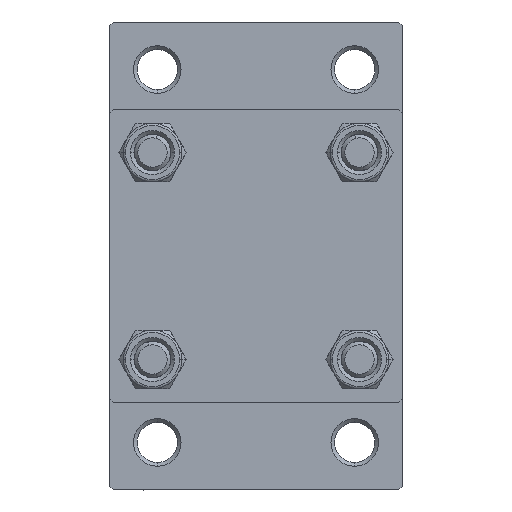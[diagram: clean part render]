
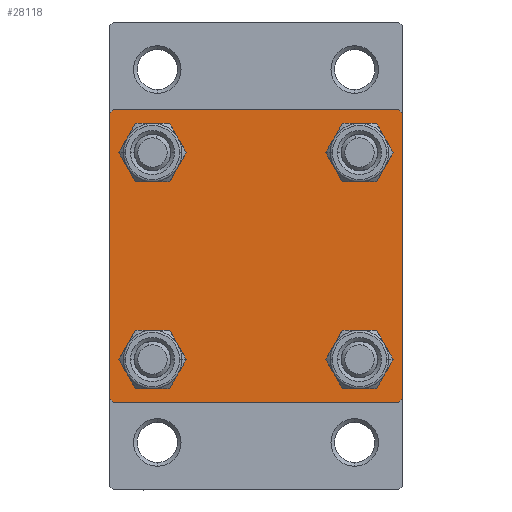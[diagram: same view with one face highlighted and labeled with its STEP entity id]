
A CAD part, left-side view. The second image highlights one B-rep face of the part: STEP entity #28118.
In plain terms, the highlighted planar face has unit normal (-1, 0, 0).
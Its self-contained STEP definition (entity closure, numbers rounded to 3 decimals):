
#1 = CIRCLE ( 'NONE', #25897, 3. ) ;
#185 = DIRECTION ( 'NONE',  ( 1., 0., 0. ) ) ;
#1297 = FACE_OUTER_BOUND ( 'NONE', #16124, .T. ) ;
#1367 = CARTESIAN_POINT ( 'NONE',  ( 0., -14.15, 17.15 ) ) ;
#1593 = DIRECTION ( 'NONE',  ( 0., -0.707, 0.707 ) ) ;
#1679 = EDGE_LOOP ( 'NONE', ( #31767, #16205 ) ) ;
#1682 = EDGE_CURVE ( 'NONE', #42008, #2304, #27954, .T. ) ;
#1999 = FACE_BOUND ( 'NONE', #45604, .T. ) ;
#2236 = PLANE ( 'NONE',  #10327 ) ;
#2304 = VERTEX_POINT ( 'NONE', #16166 ) ;
#2503 = VERTEX_POINT ( 'NONE', #21376 ) ;
#2734 = EDGE_CURVE ( 'NONE', #23645, #9632, #13692, .T. ) ;
#4268 = AXIS2_PLACEMENT_3D ( 'NONE', #4346, #21740, #19138 ) ;
#4303 = AXIS2_PLACEMENT_3D ( 'NONE', #32814, #185, #36143 ) ;
#4346 = CARTESIAN_POINT ( 'NONE',  ( 0., 14.15, -14.15 ) ) ;
#4550 = EDGE_CURVE ( 'NONE', #31120, #22409, #21193, .T. ) ;
#5197 = VERTEX_POINT ( 'NONE', #44824 ) ;
#5233 = EDGE_CURVE ( 'NONE', #40064, #9632, #19845, .T. ) ;
#5616 = ORIENTED_EDGE ( 'NONE', *, *, #35267, .F. ) ;
#7621 = ORIENTED_EDGE ( 'NONE', *, *, #27674, .T. ) ;
#8213 = CARTESIAN_POINT ( 'NONE',  ( 0., -14.15, -14.15 ) ) ;
#9380 = FACE_BOUND ( 'NONE', #38317, .T. ) ;
#9632 = VERTEX_POINT ( 'NONE', #27957 ) ;
#9919 = DIRECTION ( 'NONE',  ( 0., 0., -1. ) ) ;
#10183 = ORIENTED_EDGE ( 'NONE', *, *, #12438, .T. ) ;
#10327 = AXIS2_PLACEMENT_3D ( 'NONE', #27709, #30345, #24136 ) ;
#10473 = DIRECTION ( 'NONE',  ( 1., 0., 0. ) ) ;
#10608 = CARTESIAN_POINT ( 'NONE',  ( 0., -14.15, 14.15 ) ) ;
#11118 = CIRCLE ( 'NONE', #4303, 3. ) ;
#11444 = CARTESIAN_POINT ( 'NONE',  ( 0., 14.15, 14.15 ) ) ;
#11474 = CARTESIAN_POINT ( 'NONE',  ( 0., -20., 19.5 ) ) ;
#11817 = ORIENTED_EDGE ( 'NONE', *, *, #28698, .T. ) ;
#12085 = DIRECTION ( 'NONE',  ( 0., 0., 1. ) ) ;
#12438 = EDGE_CURVE ( 'NONE', #24662, #2503, #1, .T. ) ;
#13323 = VERTEX_POINT ( 'NONE', #32486 ) ;
#13445 = EDGE_CURVE ( 'NONE', #2304, #42008, #41121, .T. ) ;
#13692 = LINE ( 'NONE', #24178, #23454 ) ;
#13741 = AXIS2_PLACEMENT_3D ( 'NONE', #43445, #35359, #35840 ) ;
#13866 = CARTESIAN_POINT ( 'NONE',  ( 0., 20., -20. ) ) ;
#14757 = DIRECTION ( 'NONE',  ( 0., -0.707, -0.707 ) ) ;
#14818 = CARTESIAN_POINT ( 'NONE',  ( 0., 14.15, 11.15 ) ) ;
#15140 = ORIENTED_EDGE ( 'NONE', *, *, #27327, .T. ) ;
#15664 = DIRECTION ( 'NONE',  ( 1., 0., 0. ) ) ;
#16124 = EDGE_LOOP ( 'NONE', ( #42754, #7621, #18592, #41898, #5616, #26865, #28497, #15140 ) ) ;
#16166 = CARTESIAN_POINT ( 'NONE',  ( 0., -14.15, -17.15 ) ) ;
#16205 = ORIENTED_EDGE ( 'NONE', *, *, #13445, .T. ) ;
#16520 = FACE_BOUND ( 'NONE', #1679, .T. ) ;
#16634 = EDGE_LOOP ( 'NONE', ( #26186, #32520 ) ) ;
#16976 = DIRECTION ( 'NONE',  ( 0., 0.707, -0.707 ) ) ;
#17448 = CARTESIAN_POINT ( 'NONE',  ( 0., 19.75, 19.75 ) ) ;
#17826 = CIRCLE ( 'NONE', #29244, 3. ) ;
#18484 = DIRECTION ( 'NONE',  ( 0., 0., 1. ) ) ;
#18592 = ORIENTED_EDGE ( 'NONE', *, *, #23501, .T. ) ;
#19119 = CARTESIAN_POINT ( 'NONE',  ( 0., 19.5, 20. ) ) ;
#19138 = DIRECTION ( 'NONE',  ( 0., 0., 1. ) ) ;
#19845 = LINE ( 'NONE', #45287, #33250 ) ;
#20085 = VERTEX_POINT ( 'NONE', #33444 ) ;
#20161 = CARTESIAN_POINT ( 'NONE',  ( 0., -19.75, -19.75 ) ) ;
#20213 = VECTOR ( 'NONE', #16976, 1000. ) ;
#20275 = DIRECTION ( 'NONE',  ( 0., 0., 1. ) ) ;
#20486 = EDGE_CURVE ( 'NONE', #22409, #31120, #17826, .T. ) ;
#21193 = CIRCLE ( 'NONE', #31078, 3. ) ;
#21376 = CARTESIAN_POINT ( 'NONE',  ( 0., -14.15, 11.15 ) ) ;
#21740 = DIRECTION ( 'NONE',  ( 1., 0., 0. ) ) ;
#22400 = DIRECTION ( 'NONE',  ( 0., 0., 1. ) ) ;
#22409 = VERTEX_POINT ( 'NONE', #34127 ) ;
#22755 = DIRECTION ( 'NONE',  ( 0., 0., 1. ) ) ;
#23256 = DIRECTION ( 'NONE',  ( 0., 0., -1. ) ) ;
#23454 = VECTOR ( 'NONE', #31320, 1000. ) ;
#23501 = EDGE_CURVE ( 'NONE', #13323, #5197, #38621, .T. ) ;
#23509 = VECTOR ( 'NONE', #23256, 1000. ) ;
#23645 = VERTEX_POINT ( 'NONE', #19119 ) ;
#24136 = DIRECTION ( 'NONE',  ( 0., 0., 1. ) ) ;
#24178 = CARTESIAN_POINT ( 'NONE',  ( 0., 20., 20. ) ) ;
#24662 = VERTEX_POINT ( 'NONE', #1367 ) ;
#25542 = AXIS2_PLACEMENT_3D ( 'NONE', #44695, #15664, #12085 ) ;
#25714 = LINE ( 'NONE', #36896, #42276 ) ;
#25852 = DIRECTION ( 'NONE',  ( 1., 0., 0. ) ) ;
#25897 = AXIS2_PLACEMENT_3D ( 'NONE', #10608, #43928, #18484 ) ;
#26186 = ORIENTED_EDGE ( 'NONE', *, *, #20486, .T. ) ;
#26865 = ORIENTED_EDGE ( 'NONE', *, *, #5233, .T. ) ;
#27075 = CIRCLE ( 'NONE', #4268, 3. ) ;
#27298 = LINE ( 'NONE', #20161, #36468 ) ;
#27327 = EDGE_CURVE ( 'NONE', #23645, #20085, #43127, .T. ) ;
#27554 = CARTESIAN_POINT ( 'NONE',  ( 0., 20., 20. ) ) ;
#27674 = EDGE_CURVE ( 'NONE', #34884, #13323, #25714, .T. ) ;
#27709 = CARTESIAN_POINT ( 'NONE',  ( 0., 0., 0. ) ) ;
#27954 = CIRCLE ( 'NONE', #30234, 3. ) ;
#27957 = CARTESIAN_POINT ( 'NONE',  ( 0., -19.5, 20. ) ) ;
#28118 = ADVANCED_FACE ( 'NONE', ( #1999, #16520, #9380, #34843, #1297 ), #2236, .T. ) ;
#28204 = EDGE_CURVE ( 'NONE', #36222, #45205, #27075, .T. ) ;
#28497 = ORIENTED_EDGE ( 'NONE', *, *, #2734, .F. ) ;
#28698 = EDGE_CURVE ( 'NONE', #2503, #24662, #43016, .T. ) ;
#29244 = AXIS2_PLACEMENT_3D ( 'NONE', #38825, #45739, #20275 ) ;
#29468 = EDGE_CURVE ( 'NONE', #45205, #36222, #11118, .T. ) ;
#29682 = EDGE_CURVE ( 'NONE', #20085, #34884, #45868, .T. ) ;
#30234 = AXIS2_PLACEMENT_3D ( 'NONE', #8213, #25852, #22755 ) ;
#30345 = DIRECTION ( 'NONE',  ( -1., 0., 0. ) ) ;
#30836 = VECTOR ( 'NONE', #43121, 1000. ) ;
#31078 = AXIS2_PLACEMENT_3D ( 'NONE', #11444, #10473, #22400 ) ;
#31120 = VERTEX_POINT ( 'NONE', #14818 ) ;
#31320 = DIRECTION ( 'NONE',  ( 0., -1., 0. ) ) ;
#31767 = ORIENTED_EDGE ( 'NONE', *, *, #1682, .T. ) ;
#32180 = CARTESIAN_POINT ( 'NONE',  ( 0., 20., -19.5 ) ) ;
#32486 = CARTESIAN_POINT ( 'NONE',  ( 0., 19.5, -20. ) ) ;
#32520 = ORIENTED_EDGE ( 'NONE', *, *, #4550, .T. ) ;
#32814 = CARTESIAN_POINT ( 'NONE',  ( 0., 14.15, -14.15 ) ) ;
#33250 = VECTOR ( 'NONE', #38144, 1000. ) ;
#33444 = CARTESIAN_POINT ( 'NONE',  ( 0., 20., 19.5 ) ) ;
#34127 = CARTESIAN_POINT ( 'NONE',  ( 0., 14.15, 17.15 ) ) ;
#34700 = VECTOR ( 'NONE', #9919, 1000. ) ;
#34843 = FACE_BOUND ( 'NONE', #16634, .T. ) ;
#34884 = VERTEX_POINT ( 'NONE', #32180 ) ;
#35256 = ORIENTED_EDGE ( 'NONE', *, *, #28204, .T. ) ;
#35267 = EDGE_CURVE ( 'NONE', #40064, #42622, #40867, .T. ) ;
#35359 = DIRECTION ( 'NONE',  ( 1., 0., 0. ) ) ;
#35840 = DIRECTION ( 'NONE',  ( 0., 0., 1. ) ) ;
#36143 = DIRECTION ( 'NONE',  ( 0., 0., 1. ) ) ;
#36222 = VERTEX_POINT ( 'NONE', #41572 ) ;
#36263 = CARTESIAN_POINT ( 'NONE',  ( 0., 14.15, -11.15 ) ) ;
#36468 = VECTOR ( 'NONE', #1593, 1000. ) ;
#36896 = CARTESIAN_POINT ( 'NONE',  ( 0., 19.75, -19.75 ) ) ;
#37110 = EDGE_CURVE ( 'NONE', #5197, #42622, #27298, .T. ) ;
#37299 = CARTESIAN_POINT ( 'NONE',  ( 0., -20., 20. ) ) ;
#37760 = ORIENTED_EDGE ( 'NONE', *, *, #29468, .T. ) ;
#38144 = DIRECTION ( 'NONE',  ( 0., 0.707, 0.707 ) ) ;
#38317 = EDGE_LOOP ( 'NONE', ( #37760, #35256 ) ) ;
#38621 = LINE ( 'NONE', #13866, #30836 ) ;
#38825 = CARTESIAN_POINT ( 'NONE',  ( 0., 14.15, 14.15 ) ) ;
#38931 = CARTESIAN_POINT ( 'NONE',  ( 0., -14.15, -11.15 ) ) ;
#40064 = VERTEX_POINT ( 'NONE', #11474 ) ;
#40867 = LINE ( 'NONE', #37299, #23509 ) ;
#41121 = CIRCLE ( 'NONE', #13741, 3. ) ;
#41572 = CARTESIAN_POINT ( 'NONE',  ( 0., 14.15, -17.15 ) ) ;
#41898 = ORIENTED_EDGE ( 'NONE', *, *, #37110, .T. ) ;
#42008 = VERTEX_POINT ( 'NONE', #38931 ) ;
#42276 = VECTOR ( 'NONE', #14757, 1000. ) ;
#42622 = VERTEX_POINT ( 'NONE', #44560 ) ;
#42754 = ORIENTED_EDGE ( 'NONE', *, *, #29682, .T. ) ;
#43016 = CIRCLE ( 'NONE', #25542, 3. ) ;
#43121 = DIRECTION ( 'NONE',  ( 0., -1., 0. ) ) ;
#43127 = LINE ( 'NONE', #17448, #20213 ) ;
#43445 = CARTESIAN_POINT ( 'NONE',  ( 0., -14.15, -14.15 ) ) ;
#43928 = DIRECTION ( 'NONE',  ( 1., 0., 0. ) ) ;
#44560 = CARTESIAN_POINT ( 'NONE',  ( 0., -20., -19.5 ) ) ;
#44695 = CARTESIAN_POINT ( 'NONE',  ( 0., -14.15, 14.15 ) ) ;
#44824 = CARTESIAN_POINT ( 'NONE',  ( 0., -19.5, -20. ) ) ;
#45205 = VERTEX_POINT ( 'NONE', #36263 ) ;
#45287 = CARTESIAN_POINT ( 'NONE',  ( 0., -19.75, 19.75 ) ) ;
#45604 = EDGE_LOOP ( 'NONE', ( #10183, #11817 ) ) ;
#45739 = DIRECTION ( 'NONE',  ( 1., 0., 0. ) ) ;
#45868 = LINE ( 'NONE', #27554, #34700 ) ;
